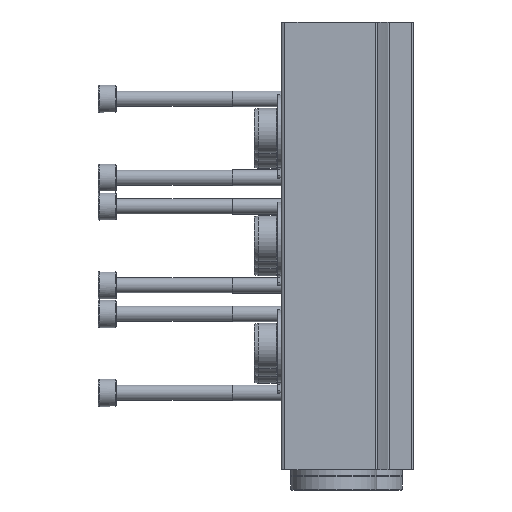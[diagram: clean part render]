
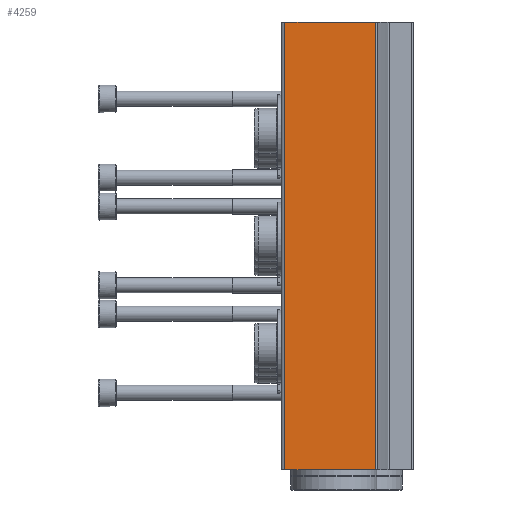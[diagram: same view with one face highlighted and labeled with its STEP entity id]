
A CAD part, left-side view. The second image highlights one B-rep face of the part: STEP entity #4259.
In plain terms, the highlighted planar face has unit normal (-1, 0, 0).
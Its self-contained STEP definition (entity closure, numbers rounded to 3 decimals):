
#144=PLANE('',#4598);
#573=ORIENTED_EDGE('',*,*,#1711,.F.);
#574=ORIENTED_EDGE('',*,*,#1710,.F.);
#575=ORIENTED_EDGE('',*,*,#1712,.T.);
#576=ORIENTED_EDGE('',*,*,#1713,.T.);
#1710=EDGE_CURVE('',#2279,#2277,#2690,.T.);
#1711=EDGE_CURVE('',#2277,#2280,#2691,.T.);
#1712=EDGE_CURVE('',#2279,#2281,#2692,.T.);
#1713=EDGE_CURVE('',#2281,#2280,#2693,.T.);
#2277=VERTEX_POINT('',#6742);
#2279=VERTEX_POINT('',#6746);
#2280=VERTEX_POINT('',#6750);
#2281=VERTEX_POINT('',#6752);
#2690=LINE('',#6747,#2980);
#2691=LINE('',#6749,#2981);
#2692=LINE('',#6751,#2982);
#2693=LINE('',#6753,#2983);
#2980=VECTOR('',#5170,1000.);
#2981=VECTOR('',#5173,1000.);
#2982=VECTOR('',#5174,1000.);
#2983=VECTOR('',#5175,1000.);
#3279=EDGE_LOOP('',(#573,#574,#575,#576));
#3722=FACE_BOUND('',#3279,.T.);
#4259=ADVANCED_FACE('',(#3722),#144,.T.);
#4598=AXIS2_PLACEMENT_3D('',#6748,#5171,#5172);
#5170=DIRECTION('',(0.,0.,1.));
#5171=DIRECTION('',(-1.,0.,0.));
#5172=DIRECTION('',(0.,0.,1.));
#5173=DIRECTION('',(0.,-1.,0.));
#5174=DIRECTION('',(0.,-1.,0.));
#5175=DIRECTION('',(0.,0.,1.));
#6742=CARTESIAN_POINT('',(-40.25,33.,0.));
#6746=CARTESIAN_POINT('',(-40.25,33.,-114.5));
#6747=CARTESIAN_POINT('',(-40.25,33.,-114.5));
#6748=CARTESIAN_POINT('',(-40.25,33.,-114.5));
#6749=CARTESIAN_POINT('',(-40.25,33.,0.));
#6750=CARTESIAN_POINT('',(-40.25,9.853,0.));
#6751=CARTESIAN_POINT('',(-40.25,33.,-114.5));
#6752=CARTESIAN_POINT('',(-40.25,9.853,-114.5));
#6753=CARTESIAN_POINT('',(-40.25,9.853,-114.5));
